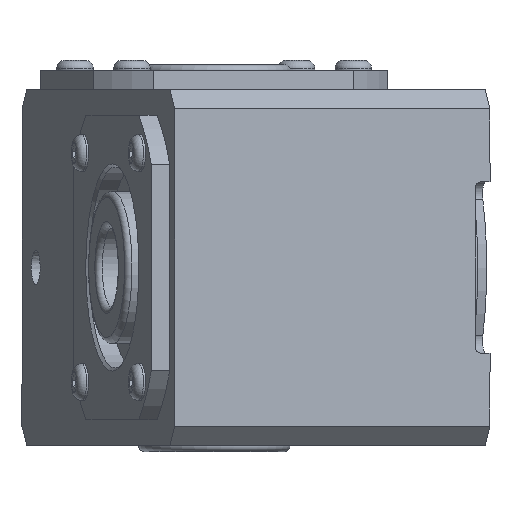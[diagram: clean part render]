
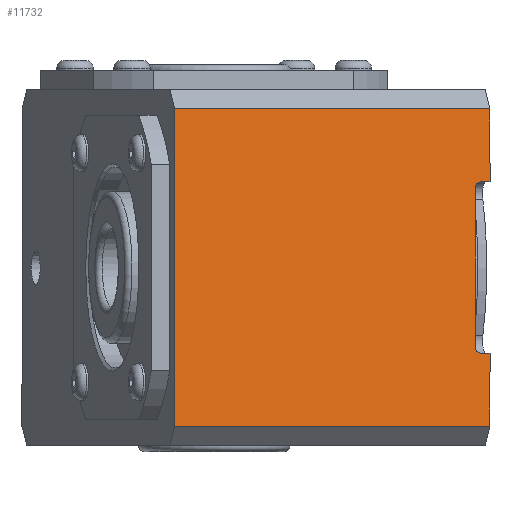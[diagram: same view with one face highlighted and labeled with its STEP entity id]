
A CAD part, front view. The second image highlights one B-rep face of the part: STEP entity #11732.
In plain terms, the highlighted face is planar.
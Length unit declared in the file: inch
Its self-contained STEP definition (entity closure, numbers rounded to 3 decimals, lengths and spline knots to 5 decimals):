
#11165=CARTESIAN_POINT('',(-0.20507,2.62864,5.751));
#11166=VERTEX_POINT('',#11165);
#11175=CARTESIAN_POINT('',(0.51193,2.62864,5.751));
#11176=VERTEX_POINT('',#11175);
#11177=CARTESIAN_POINT('',(0.51193,2.62864,5.751));
#11178=DIRECTION('',(-1.0,0.0,0.0));
#11179=VECTOR('',#11178,0.717);
#11180=LINE('',#11177,#11179);
#11181=EDGE_CURVE('',#11176,#11166,#11180,.T.);
#11218=CARTESIAN_POINT('',(2.20193,2.62864,5.751));
#11219=VERTEX_POINT('',#11218);
#11226=CARTESIAN_POINT('',(2.91893,2.62864,5.751));
#11227=VERTEX_POINT('',#11226);
#11228=CARTESIAN_POINT('',(2.91893,2.62864,5.751));
#11229=DIRECTION('',(-1.0,0.0,0.0));
#11230=VECTOR('',#11229,0.717);
#11231=LINE('',#11228,#11230);
#11232=EDGE_CURVE('',#11227,#11219,#11231,.T.);
#11651=CARTESIAN_POINT('',(-0.20507,-0.58236,5.751));
#11652=VERTEX_POINT('',#11651);
#11659=CARTESIAN_POINT('',(-0.20507,-0.58236,5.751));
#11660=DIRECTION('',(0.0,1.0,0.0));
#11661=VECTOR('',#11660,3.211);
#11662=LINE('',#11659,#11661);
#11663=EDGE_CURVE('',#11652,#11166,#11662,.T.);
#11668=CARTESIAN_POINT('',(1.35693,1.11788,5.751));
#11669=DIRECTION('',(0.0,0.0,1.0));
#11670=DIRECTION('',(1.0,0.0,0.0));
#11671=AXIS2_PLACEMENT_3D('',#11668,#11669,#11670);
#11672=PLANE('',#11671);
#11673=ORIENTED_EDGE('',*,*,#11663,.F.);
#11674=CARTESIAN_POINT('',(2.91893,-0.58236,5.751));
#11675=VERTEX_POINT('',#11674);
#11676=CARTESIAN_POINT('',(2.91893,-0.58236,5.751));
#11677=DIRECTION('',(-1.0,0.0,0.0));
#11678=VECTOR('',#11677,3.124);
#11679=LINE('',#11676,#11678);
#11680=EDGE_CURVE('',#11675,#11652,#11679,.T.);
#11681=ORIENTED_EDGE('',*,*,#11680,.F.);
#11682=CARTESIAN_POINT('',(2.91893,2.62864,5.751));
#11683=DIRECTION('',(0.0,-1.0,0.0));
#11684=VECTOR('',#11683,3.211);
#11685=LINE('',#11682,#11684);
#11686=EDGE_CURVE('',#11227,#11675,#11685,.T.);
#11687=ORIENTED_EDGE('',*,*,#11686,.F.);
#11688=ORIENTED_EDGE('',*,*,#11232,.T.);
#11689=CARTESIAN_POINT('',(2.20193,2.53864,5.751));
#11690=VERTEX_POINT('',#11689);
#11691=CARTESIAN_POINT('',(2.20193,2.53864,5.751));
#11692=DIRECTION('',(0.0,1.0,0.0));
#11693=VECTOR('',#11692,0.09);
#11694=LINE('',#11691,#11693);
#11695=EDGE_CURVE('',#11690,#11219,#11694,.T.);
#11696=ORIENTED_EDGE('',*,*,#11695,.F.);
#11697=CARTESIAN_POINT('',(2.14193,2.47864,5.751));
#11698=VERTEX_POINT('',#11697);
#11699=CARTESIAN_POINT('',(2.14193,2.53864,5.751));
#11700=DIRECTION('',(0.0,0.0,1.));
#11701=DIRECTION('',(0.707,-0.707,0.0));
#11702=AXIS2_PLACEMENT_3D('',#11699,#11700,#11701);
#11703=CIRCLE('',#11702,0.06);
#11704=EDGE_CURVE('',#11698,#11690,#11703,.T.);
#11705=ORIENTED_EDGE('',*,*,#11704,.F.);
#11706=CARTESIAN_POINT('',(0.57193,2.47864,5.751));
#11707=VERTEX_POINT('',#11706);
#11708=CARTESIAN_POINT('',(0.57193,2.47864,5.751));
#11709=DIRECTION('',(1.0,0.0,0.0));
#11710=VECTOR('',#11709,1.57);
#11711=LINE('',#11708,#11710);
#11712=EDGE_CURVE('',#11707,#11698,#11711,.T.);
#11713=ORIENTED_EDGE('',*,*,#11712,.F.);
#11714=CARTESIAN_POINT('',(0.51193,2.53864,5.751));
#11715=VERTEX_POINT('',#11714);
#11716=CARTESIAN_POINT('',(0.57193,2.53864,5.751));
#11717=DIRECTION('',(0.0,0.0,1.));
#11718=DIRECTION('',(-0.707,-0.707,0.0));
#11719=AXIS2_PLACEMENT_3D('',#11716,#11717,#11718);
#11720=CIRCLE('',#11719,0.06);
#11721=EDGE_CURVE('',#11715,#11707,#11720,.T.);
#11722=ORIENTED_EDGE('',*,*,#11721,.F.);
#11723=CARTESIAN_POINT('',(0.51193,2.62864,5.751));
#11724=DIRECTION('',(0.0,-1.0,0.0));
#11725=VECTOR('',#11724,0.09);
#11726=LINE('',#11723,#11725);
#11727=EDGE_CURVE('',#11176,#11715,#11726,.T.);
#11728=ORIENTED_EDGE('',*,*,#11727,.F.);
#11729=ORIENTED_EDGE('',*,*,#11181,.T.);
#11730=EDGE_LOOP('',(#11673,#11681,#11687,#11688,#11696,#11705,#11713,#11722,#11728,#11729));
#11731=FACE_OUTER_BOUND('',#11730,.T.);
#11732=ADVANCED_FACE('',(#11731),#11672,.T.);
